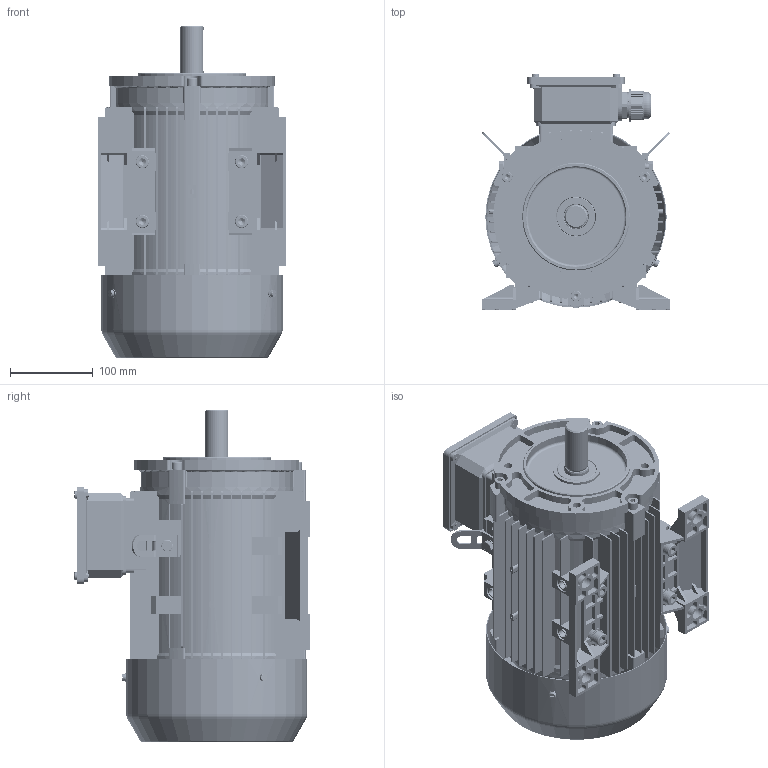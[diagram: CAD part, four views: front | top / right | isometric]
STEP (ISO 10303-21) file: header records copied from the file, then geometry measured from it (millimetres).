
FILE_DESCRIPTION(/* description */ (''),/* implementation_level */ '2;1');
FILE_NAME(/* name */ 'JL-112-B34B.stp',/* time_stamp */ '2018-12-30T14:55:23+08:00',/* author */ (''),/* organization */ (''),/* preprocessor_version */ 'ST-DEVELOPER v16.7',/* originating_system */ 'SIEMENS PLM Software NX 12.0',/* authorisation */ '');
FILE_SCHEMA (('AP203_CONFIGURATION_CONTROLLED_3D_DESIGN_OF_MECHANICAL_PARTS_AND_ASSEMBLIES_MIM_LF { 1 0 10303 403 2 1 2}'));
Products named in the file (1): JL-112-B34B
Bounding box: 227.33 x 284 x 401 mm (x, y, z)
Volume: 2360499.6 mm3; surface area: 1307747.5 mm2
Topology: 60 solids, 60 shells, 5074 faces, 14249 edges, 9482 vertices
Faces by surface type: plane 3057, cylinder 1609, torus 191, cone 181, bspline 36
Full cylindrical faces by diameter (mm): 2 x4, 4.48 x8, 4.8 x10, 5 x32, 5.3 x4, 5.8 x14, 6 x1, 7.188 x3, 8 x15, 8.58 x2, 9.1 x3, 10 x34, 10.715 x4, 11 x6, 12 x16, 13 x7, 14.785 x2, 16 x8, 17 x4, 17.785 x4, 18 x16, 20.9 x2, 24.7 x4, 26 x2, 27 x1, 28 x1, 28.2 x2, 29 x2, 29.45 x12, 30 x16
Entity records: 175141 total; most frequent: CARTESIAN_POINT 47703, ORIENTED_EDGE 26906, DIRECTION 25069, EDGE_CURVE 13453, VERTEX_POINT 9155, AXIS2_PLACEMENT_3D 8523, LINE 8023, VECTOR 8023
